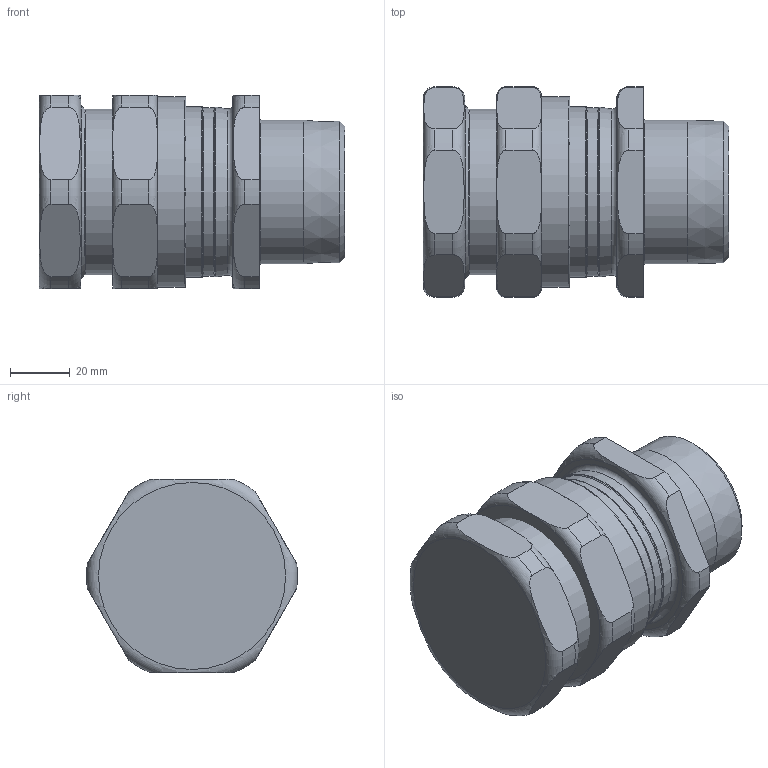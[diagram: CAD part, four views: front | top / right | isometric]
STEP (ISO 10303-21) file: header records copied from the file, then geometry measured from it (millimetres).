
FILE_DESCRIPTION(/* description */ (''),/* implementation_level */ '2;1');
FILE_NAME(/* name */ 'CSB 656N X D_1_1_2_NPT.stp',/* time_stamp */ '2021-04-20T00:35:24+05:00',/* author */ ('vinaykumark'),/* organization */ (''),/* preprocessor_version */ 'ST-DEVELOPER v18',/* originating_system */ 'Autodesk Inventor 2020',/* authorisation */ '');
FILE_SCHEMA (('AUTOMOTIVE_DESIGN { 1 0 10303 214 3 1 1 }'));
Length unit declared in the file: inch
Products named in the file (1): CSB 656N X D_1_1_2_NPT
Bounding box: 102.69 x 70.77 x 65 mm (x, y, z)
Volume: 450932.1 mm3; surface area: 63244.9 mm2
Topology: 6 solids, 6 shells, 256 faces, 723 edges, 499 vertices
Faces by surface type: plane 101, bspline 72, torus 38, cylinder 34, cone 11
Full cylindrical faces by diameter (mm): 44.3 x1, 44.5 x1, 47.6 x1, 48.26 x1, 49.9 x1, 52 x1, 52.6 x1, 55.25 x1, 55.5 x1, 56.44 x1, 57.2 x1, 57.44 x1, 60.325 x1, 64 x1
Entity records: 10047 total; most frequent: CARTESIAN_POINT 3351, ORIENTED_EDGE 1446, DIRECTION 1168, EDGE_CURVE 723, VERTEX_POINT 499, AXIS2_PLACEMENT_3D 438, LINE 292, VECTOR 292
